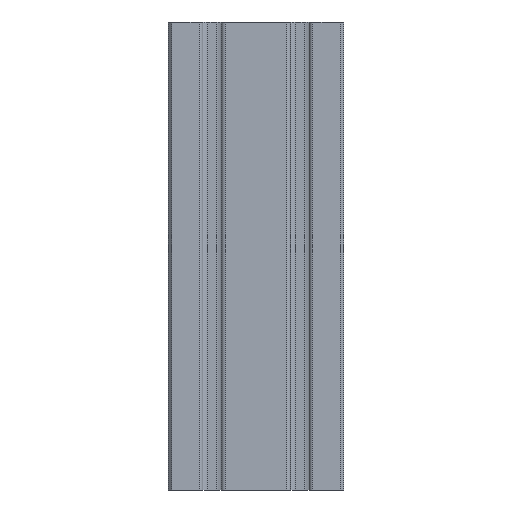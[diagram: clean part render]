
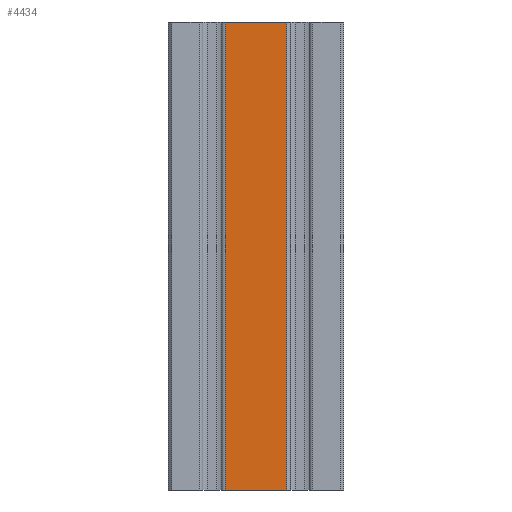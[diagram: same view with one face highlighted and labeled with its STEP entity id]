
A CAD part, front view. The second image highlights one B-rep face of the part: STEP entity #4434.
In plain terms, the highlighted planar face has unit normal (0, -1, 0).
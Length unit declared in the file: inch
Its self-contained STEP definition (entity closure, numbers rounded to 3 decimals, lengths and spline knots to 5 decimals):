
#133 = DIRECTION ( 'NONE',  ( -1., 0., 0. ) ) ;
#225 = VERTEX_POINT ( 'NONE', #1275 ) ;
#389 = LINE ( 'NONE', #775, #3678 ) ;
#471 = VERTEX_POINT ( 'NONE', #3023 ) ;
#482 = ORIENTED_EDGE ( 'NONE', *, *, #3935, .F. ) ;
#579 = VERTEX_POINT ( 'NONE', #2523 ) ;
#775 = CARTESIAN_POINT ( 'NONE',  ( 1.44, -0.75, -4. ) ) ;
#1184 = VECTOR ( 'NONE', #1361, 39.37008 ) ;
#1247 = CARTESIAN_POINT ( 'NONE',  ( 0.5275, -0.75, 4. ) ) ;
#1275 = CARTESIAN_POINT ( 'NONE',  ( 0.5275, -0.75, -4. ) ) ;
#1361 = DIRECTION ( 'NONE',  ( 1., 0., 0. ) ) ;
#1463 = ORIENTED_EDGE ( 'NONE', *, *, #3566, .T. ) ;
#1521 = EDGE_CURVE ( 'NONE', #2600, #225, #389, .T. ) ;
#1612 = VECTOR ( 'NONE', #3094, 39.37008 ) ;
#1840 = DIRECTION ( 'NONE',  ( 0., 1., 0. ) ) ;
#1982 = PLANE ( 'NONE',  #4226 ) ;
#2137 = DIRECTION ( 'NONE',  ( 1., 0., 0. ) ) ;
#2164 = EDGE_LOOP ( 'NONE', ( #2989, #2877, #482, #1463 ) ) ;
#2376 = LINE ( 'NONE', #3029, #1612 ) ;
#2523 = CARTESIAN_POINT ( 'NONE',  ( 0.5275, -0.75, 4. ) ) ;
#2600 = VERTEX_POINT ( 'NONE', #3621 ) ;
#2786 = FACE_OUTER_BOUND ( 'NONE', #2164, .T. ) ;
#2877 = ORIENTED_EDGE ( 'NONE', *, *, #2931, .F. ) ;
#2910 = DIRECTION ( 'NONE',  ( 0., 0., -1. ) ) ;
#2931 = EDGE_CURVE ( 'NONE', #579, #225, #3634, .T. ) ;
#2989 = ORIENTED_EDGE ( 'NONE', *, *, #1521, .T. ) ;
#3023 = CARTESIAN_POINT ( 'NONE',  ( -0.5275, -0.75, 4. ) ) ;
#3029 = CARTESIAN_POINT ( 'NONE',  ( -0.5275, -0.75, 4. ) ) ;
#3094 = DIRECTION ( 'NONE',  ( 0., 0., -1. ) ) ;
#3360 = CARTESIAN_POINT ( 'NONE',  ( 1.44, -0.75, 4. ) ) ;
#3566 = EDGE_CURVE ( 'NONE', #471, #2600, #2376, .T. ) ;
#3621 = CARTESIAN_POINT ( 'NONE',  ( -0.5275, -0.75, -4. ) ) ;
#3634 = LINE ( 'NONE', #1247, #4217 ) ;
#3678 = VECTOR ( 'NONE', #2137, 39.37008 ) ;
#3747 = CARTESIAN_POINT ( 'NONE',  ( 1.44, -0.75, 4. ) ) ;
#3935 = EDGE_CURVE ( 'NONE', #471, #579, #4096, .T. ) ;
#4096 = LINE ( 'NONE', #3747, #1184 ) ;
#4217 = VECTOR ( 'NONE', #2910, 39.37008 ) ;
#4226 = AXIS2_PLACEMENT_3D ( 'NONE', #3360, #1840, #133 ) ;
#4434 = ADVANCED_FACE ( 'NONE', ( #2786 ), #1982, .F. ) ;
